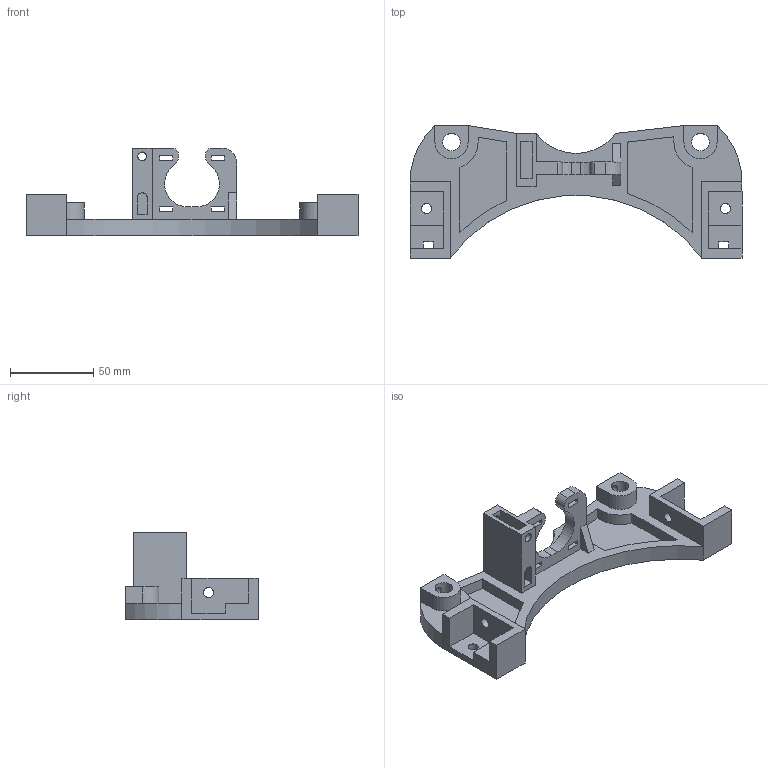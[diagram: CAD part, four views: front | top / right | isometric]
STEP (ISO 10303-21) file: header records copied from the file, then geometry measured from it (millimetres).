
FILE_DESCRIPTION(('FreeCAD Model'),'2;1');
FILE_NAME('Y_Motor.stp', '2012-12-29T23:49:52',('FreeCAD'),('FreeCAD'), 'Open CASCADE STEP processor 6.5','FreeCAD','Unknown');
FILE_SCHEMA(('AUTOMOTIVE_DESIGN_CC2 { 1 2 10303 214 -1 1 5 4 }'));
Length unit declared in the file: millimetre
Products named in the file (1): Open CASCADE STEP translator 6.5 1
Bounding box: 200 x 80 x 53 mm (x, y, z)
Volume: 119358.5 mm3; surface area: 48341.3 mm2
Topology: 1 solids, 1 shells, 114 faces, 326 edges, 214 vertices
Faces by surface type: plane 88, cylinder 26
Full cylindrical faces by diameter (mm): 5.2 x4, 6 x4, 10.6 x2
Entity records: 8683 total; most frequent: CARTESIAN_POINT 2246, DIRECTION 1143, LINE 785, VECTOR 785, ORIENTED_EDGE 652, PCURVE 652, DEFINITIONAL_REPRESENTATION 652, EDGE_CURVE 326
